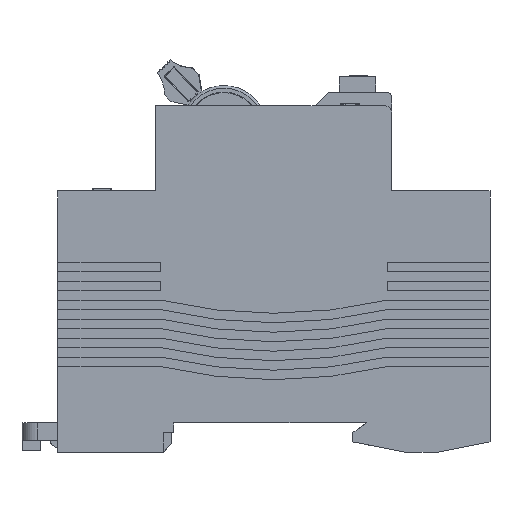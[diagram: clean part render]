
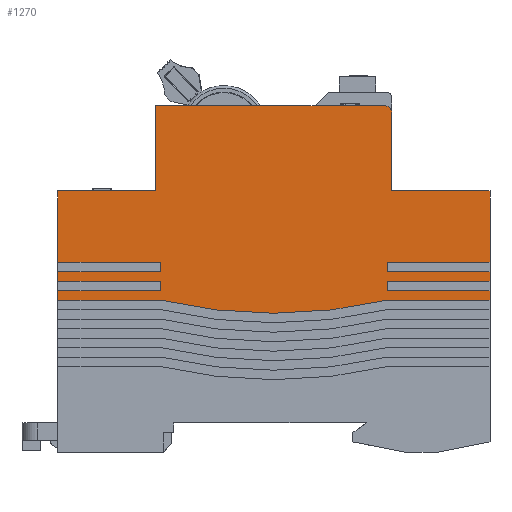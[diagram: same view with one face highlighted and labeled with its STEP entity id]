
A CAD part, front view. The second image highlights one B-rep face of the part: STEP entity #1270.
In plain terms, the highlighted planar face has unit normal (0, -1, 0).
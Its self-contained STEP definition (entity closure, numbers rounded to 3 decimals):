
#1270=ADVANCED_FACE('',(#3824),#3826,.F.);
#3824=FACE_BOUND('',#3825,.T.);
#3825=EDGE_LOOP('',(#13805,#13806,#13807,#13808,#13809,#13810,#13811,#13812,#13813,
#13814,#13815,#13816,#13817,#13818,#13819,#13820,#13821,#13822,#13823,#13824,#13825,
#13826,#13827,#13828,#13829,#13830,#13831));
#3826=PLANE('',#3827);
#3827=AXIS2_PLACEMENT_3D('',#3828,#3829,#3830);
#3828=CARTESIAN_POINT('',(0.,0.,0.));
#3829=DIRECTION('',(0.,1.,0.));
#3830=DIRECTION('',(-1.,0.,0.));
#13805=ORIENTED_EDGE('',*,*,#20632,.T.);
#13806=ORIENTED_EDGE('',*,*,#20567,.F.);
#13807=ORIENTED_EDGE('',*,*,#20633,.T.);
#13808=ORIENTED_EDGE('',*,*,#20634,.T.);
#13809=ORIENTED_EDGE('',*,*,#20635,.T.);
#13810=ORIENTED_EDGE('',*,*,#20563,.F.);
#13811=ORIENTED_EDGE('',*,*,#20636,.T.);
#13812=ORIENTED_EDGE('',*,*,#20637,.T.);
#13813=ORIENTED_EDGE('',*,*,#20638,.T.);
#13814=ORIENTED_EDGE('',*,*,#20559,.F.);
#13815=ORIENTED_EDGE('',*,*,#20480,.F.);
#13816=ORIENTED_EDGE('',*,*,#20477,.F.);
#13817=ORIENTED_EDGE('',*,*,#20639,.F.);
#13818=ORIENTED_EDGE('',*,*,#20357,.F.);
#13819=ORIENTED_EDGE('',*,*,#20350,.F.);
#13820=ORIENTED_EDGE('',*,*,#20293,.F.);
#13821=ORIENTED_EDGE('',*,*,#20201,.F.);
#13822=ORIENTED_EDGE('',*,*,#20640,.T.);
#13823=ORIENTED_EDGE('',*,*,#20641,.T.);
#13824=ORIENTED_EDGE('',*,*,#20642,.T.);
#13825=ORIENTED_EDGE('',*,*,#20197,.F.);
#13826=ORIENTED_EDGE('',*,*,#20643,.T.);
#13827=ORIENTED_EDGE('',*,*,#20644,.T.);
#13828=ORIENTED_EDGE('',*,*,#20645,.T.);
#13829=ORIENTED_EDGE('',*,*,#20193,.F.);
#13830=ORIENTED_EDGE('',*,*,#20631,.T.);
#13831=ORIENTED_EDGE('',*,*,#20646,.T.);
#20193=EDGE_CURVE('',#23407,#23409,#23410,.T.);
#20197=EDGE_CURVE('',#23415,#23417,#23418,.T.);
#20201=EDGE_CURVE('',#23423,#23425,#23426,.T.);
#20293=EDGE_CURVE('',#23425,#23599,#23600,.T.);
#20350=EDGE_CURVE('',#23599,#23712,#23713,.T.);
#20357=EDGE_CURVE('',#23712,#23716,#23725,.T.);
#20477=EDGE_CURVE('',#23962,#23964,#23965,.T.);
#20480=EDGE_CURVE('',#23964,#23968,#23969,.T.);
#20559=EDGE_CURVE('',#23968,#24123,#24124,.T.);
#20563=EDGE_CURVE('',#24129,#24131,#24132,.T.);
#20567=EDGE_CURVE('',#24137,#24139,#24140,.T.);
#20631=EDGE_CURVE('',#23407,#24252,#24254,.T.);
#20632=EDGE_CURVE('',#24255,#24139,#24256,.T.);
#20633=EDGE_CURVE('',#24137,#24257,#24258,.T.);
#20634=EDGE_CURVE('',#24257,#24259,#24260,.T.);
#20635=EDGE_CURVE('',#24259,#24131,#24261,.T.);
#20636=EDGE_CURVE('',#24129,#24262,#24263,.T.);
#20637=EDGE_CURVE('',#24262,#24264,#24265,.T.);
#20638=EDGE_CURVE('',#24264,#24123,#24266,.T.);
#20639=EDGE_CURVE('',#23716,#23962,#24267,.F.);
#20640=EDGE_CURVE('',#23423,#24268,#24269,.T.);
#20641=EDGE_CURVE('',#24268,#24270,#24271,.T.);
#20642=EDGE_CURVE('',#24270,#23417,#24272,.T.);
#20643=EDGE_CURVE('',#23415,#24273,#24274,.T.);
#20644=EDGE_CURVE('',#24273,#24275,#24276,.T.);
#20645=EDGE_CURVE('',#24275,#23409,#24277,.T.);
#20646=EDGE_CURVE('',#24252,#24255,#24278,.F.);
#23407=VERTEX_POINT('',#28691);
#23409=VERTEX_POINT('',#28695);
#23410=LINE('',#28696,#28697);
#23415=VERTEX_POINT('',#28707);
#23417=VERTEX_POINT('',#28711);
#23418=LINE('',#28712,#28713);
#23423=VERTEX_POINT('',#28723);
#23425=VERTEX_POINT('',#28727);
#23426=LINE('',#28728,#28729);
#23599=VERTEX_POINT('',#29088);
#23600=LINE('',#29089,#29090);
#23712=VERTEX_POINT('',#29318);
#23713=LINE('',#29319,#29320);
#23716=VERTEX_POINT('',#29326);
#23725=LINE('',#29345,#29346);
#23962=VERTEX_POINT('',#29821);
#23964=VERTEX_POINT('',#29825);
#23965=LINE('',#29826,#29827);
#23968=VERTEX_POINT('',#29835);
#23969=LINE('',#29836,#29837);
#24123=VERTEX_POINT('',#30151);
#24124=LINE('',#30152,#30153);
#24129=VERTEX_POINT('',#30163);
#24131=VERTEX_POINT('',#30167);
#24132=LINE('',#30168,#30169);
#24137=VERTEX_POINT('',#30179);
#24139=VERTEX_POINT('',#30183);
#24140=LINE('',#30184,#30185);
#24252=VERTEX_POINT('',#30428);
#24254=LINE('',#30432,#30433);
#24255=VERTEX_POINT('',#30435);
#24256=LINE('',#30436,#30437);
#24257=VERTEX_POINT('',#30439);
#24258=LINE('',#30440,#30441);
#24259=VERTEX_POINT('',#30443);
#24260=LINE('',#30444,#30445);
#24261=LINE('',#30447,#30448);
#24262=VERTEX_POINT('',#30450);
#24263=LINE('',#30451,#30452);
#24264=VERTEX_POINT('',#30454);
#24265=LINE('',#30455,#30456);
#24266=LINE('',#30458,#30459);
#24267=CIRCLE('',#30461,1.5);
#24268=VERTEX_POINT('',#30465);
#24269=LINE('',#30466,#30467);
#24270=VERTEX_POINT('',#30469);
#24271=LINE('',#30470,#30471);
#24272=LINE('',#30473,#30474);
#24273=VERTEX_POINT('',#30476);
#24274=LINE('',#30477,#30478);
#24275=VERTEX_POINT('',#30480);
#24276=LINE('',#30481,#30482);
#24277=LINE('',#30484,#30485);
#24278=CIRCLE('',#30487,93.7);
#28691=CARTESIAN_POINT('',(-229.,0.,-20.1));
#28695=CARTESIAN_POINT('',(-229.,0.,-18.3));
#28696=CARTESIAN_POINT('',(-229.,0.,-20.1));
#28697=VECTOR('',#28698,1.);
#28698=DIRECTION('',(0.,0.,1.));
#28707=CARTESIAN_POINT('',(-229.,0.,-16.5));
#28711=CARTESIAN_POINT('',(-229.,0.,-14.7));
#28712=CARTESIAN_POINT('',(-229.,0.,-16.5));
#28713=VECTOR('',#28714,1.);
#28714=DIRECTION('',(0.,0.,1.));
#28723=CARTESIAN_POINT('',(-229.,0.,-12.9));
#28727=CARTESIAN_POINT('',(-229.,0.,0.6));
#28728=CARTESIAN_POINT('',(-229.,0.,-12.9));
#28729=VECTOR('',#28730,1.);
#28730=DIRECTION('',(0.,0.,1.));
#29088=CARTESIAN_POINT('',(-210.4,0.,0.6));
#29089=CARTESIAN_POINT('',(-229.,0.,0.6));
#29090=VECTOR('',#29091,1.);
#29091=DIRECTION('',(1.,0.,0.));
#29318=CARTESIAN_POINT('',(-210.4,0.,16.8));
#29319=CARTESIAN_POINT('',(-210.4,0.,0.6));
#29320=VECTOR('',#29321,1.);
#29321=DIRECTION('',(0.,0.,1.));
#29326=CARTESIAN_POINT('',(-167.1,0.,16.8));
#29345=CARTESIAN_POINT('',(-210.4,0.,16.8));
#29346=VECTOR('',#29347,1.);
#29347=DIRECTION('',(1.,0.,0.));
#29821=CARTESIAN_POINT('',(-165.6,0.,15.3));
#29825=CARTESIAN_POINT('',(-165.6,0.,0.6));
#29826=CARTESIAN_POINT('',(-165.6,0.,15.3));
#29827=VECTOR('',#29828,1.);
#29828=DIRECTION('',(0.,0.,-1.));
#29835=CARTESIAN_POINT('',(-147.,0.,0.6));
#29836=CARTESIAN_POINT('',(-165.6,0.,0.6));
#29837=VECTOR('',#29838,1.);
#29838=DIRECTION('',(1.,0.,0.));
#30151=CARTESIAN_POINT('',(-147.,0.,-12.9));
#30152=CARTESIAN_POINT('',(-147.,0.,0.6));
#30153=VECTOR('',#30154,1.);
#30154=DIRECTION('',(0.,0.,-1.));
#30163=CARTESIAN_POINT('',(-147.,0.,-14.7));
#30167=CARTESIAN_POINT('',(-147.,0.,-16.5));
#30168=CARTESIAN_POINT('',(-147.,0.,-14.7));
#30169=VECTOR('',#30170,1.);
#30170=DIRECTION('',(0.,0.,-1.));
#30179=CARTESIAN_POINT('',(-147.,0.,-18.3));
#30183=CARTESIAN_POINT('',(-147.,0.,-20.1));
#30184=CARTESIAN_POINT('',(-147.,0.,-18.3));
#30185=VECTOR('',#30186,1.);
#30186=DIRECTION('',(0.,0.,-1.));
#30428=CARTESIAN_POINT('',(-209.5,0.,-20.1));
#30432=CARTESIAN_POINT('',(-229.,0.,-20.1));
#30433=VECTOR('',#30434,1.);
#30434=DIRECTION('',(1.,0.,0.));
#30435=CARTESIAN_POINT('',(-166.5,0.,-20.1));
#30436=CARTESIAN_POINT('',(-166.5,0.,-20.1));
#30437=VECTOR('',#30438,1.);
#30438=DIRECTION('',(1.,0.,0.));
#30439=CARTESIAN_POINT('',(-166.5,0.,-18.3));
#30440=CARTESIAN_POINT('',(-147.,0.,-18.3));
#30441=VECTOR('',#30442,1.);
#30442=DIRECTION('',(-1.,0.,0.));
#30443=CARTESIAN_POINT('',(-166.5,0.,-16.5));
#30444=CARTESIAN_POINT('',(-166.5,0.,-18.3));
#30445=VECTOR('',#30446,1.);
#30446=DIRECTION('',(0.,0.,1.));
#30447=CARTESIAN_POINT('',(-166.5,0.,-16.5));
#30448=VECTOR('',#30449,1.);
#30449=DIRECTION('',(1.,0.,0.));
#30450=CARTESIAN_POINT('',(-166.5,0.,-14.7));
#30451=CARTESIAN_POINT('',(-147.,0.,-14.7));
#30452=VECTOR('',#30453,1.);
#30453=DIRECTION('',(-1.,0.,0.));
#30454=CARTESIAN_POINT('',(-166.5,0.,-12.9));
#30455=CARTESIAN_POINT('',(-166.5,0.,-14.7));
#30456=VECTOR('',#30457,1.);
#30457=DIRECTION('',(0.,0.,1.));
#30458=CARTESIAN_POINT('',(-166.5,0.,-12.9));
#30459=VECTOR('',#30460,1.);
#30460=DIRECTION('',(1.,0.,0.));
#30461=AXIS2_PLACEMENT_3D('',#30462,#30463,#30464);
#30462=CARTESIAN_POINT('',(-167.1,0.,15.3));
#30463=DIRECTION('',(0.,-1.,0.));
#30464=DIRECTION('',(1.,0.,0.));
#30465=CARTESIAN_POINT('',(-209.5,0.,-12.9));
#30466=CARTESIAN_POINT('',(-229.,0.,-12.9));
#30467=VECTOR('',#30468,1.);
#30468=DIRECTION('',(1.,0.,0.));
#30469=CARTESIAN_POINT('',(-209.5,0.,-14.7));
#30470=CARTESIAN_POINT('',(-209.5,0.,-12.9));
#30471=VECTOR('',#30472,1.);
#30472=DIRECTION('',(0.,0.,-1.));
#30473=CARTESIAN_POINT('',(-209.5,0.,-14.7));
#30474=VECTOR('',#30475,1.);
#30475=DIRECTION('',(-1.,0.,0.));
#30476=CARTESIAN_POINT('',(-209.5,0.,-16.5));
#30477=CARTESIAN_POINT('',(-229.,0.,-16.5));
#30478=VECTOR('',#30479,1.);
#30479=DIRECTION('',(1.,0.,0.));
#30480=CARTESIAN_POINT('',(-209.5,0.,-18.3));
#30481=CARTESIAN_POINT('',(-209.5,0.,-16.5));
#30482=VECTOR('',#30483,1.);
#30483=DIRECTION('',(0.,0.,-1.));
#30484=CARTESIAN_POINT('',(-209.5,0.,-18.3));
#30485=VECTOR('',#30486,1.);
#30486=DIRECTION('',(-1.,0.,0.));
#30487=AXIS2_PLACEMENT_3D('',#30488,#30489,#30490);
#30488=CARTESIAN_POINT('',(-188.,0.,71.1));
#30489=DIRECTION('',(0.,1.,0.));
#30490=DIRECTION('',(0.229,0.,-0.973));
